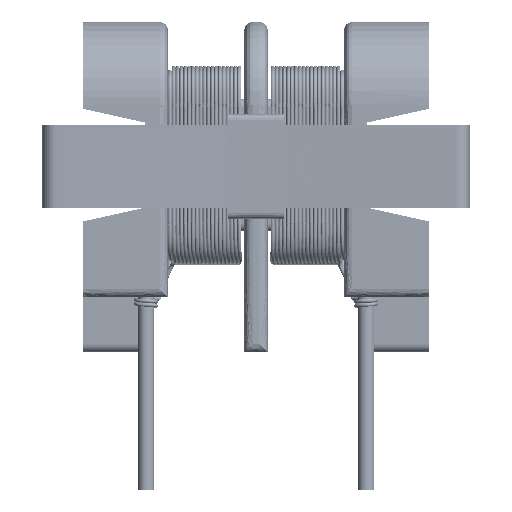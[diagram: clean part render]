
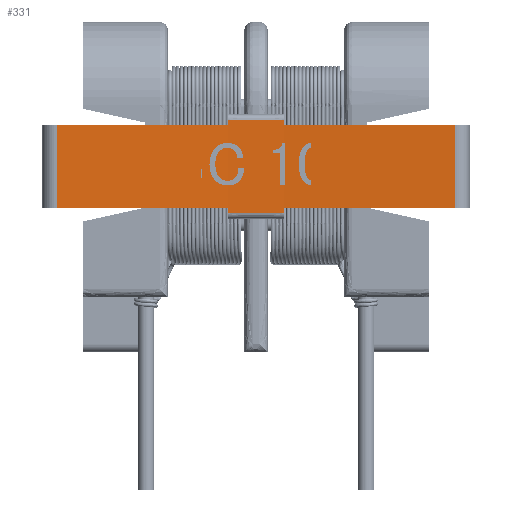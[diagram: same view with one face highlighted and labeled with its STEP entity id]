
A CAD part, front view. The second image highlights one B-rep face of the part: STEP entity #331.
In plain terms, the highlighted free-form (B-spline) face has degree [2, 1] with [3, 2] control points.
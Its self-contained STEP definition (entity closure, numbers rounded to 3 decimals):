
#215=CARTESIAN_POINT('',(7.238,-8.902,-3.75));
#216=VERTEX_POINT('',#215);
#223=CARTESIAN_POINT('',(7.238,-8.902,-6.75));
#224=VERTEX_POINT('',#223);
#225=CARTESIAN_POINT('',(7.238,-8.902,-3.75));
#226=CARTESIAN_POINT('',(7.238,-8.902,-6.75));
#227=B_SPLINE_CURVE_WITH_KNOTS('',1,(#225,#226),.POLYLINE_FORM.,.F.,.U.,(2,2),(0.,1.),.UNSPECIFIED.);
#228=EDGE_CURVE('',#216,#224,#227,.T.);
#240=CARTESIAN_POINT('',(-7.238,-8.902,-3.35));
#241=CARTESIAN_POINT('',(-7.238,-8.902,-7.15));
#242=CARTESIAN_POINT('',(0.,-8.498,-3.35));
#243=CARTESIAN_POINT('',(0.,-8.498,-7.15));
#244=CARTESIAN_POINT('',(7.238,-8.902,-3.35));
#245=CARTESIAN_POINT('',(7.238,-8.902,-7.15));
#246=(BOUNDED_SURFACE()B_SPLINE_SURFACE(2,1,((#240,#241),(#242,#243),(#244,#245)),.CYLINDRICAL_SURF.,.F.,.F.,.U.)B_SPLINE_SURFACE_WITH_KNOTS((3,3),(2,2),(0.,0.019),(0.,1.),.UNSPECIFIED.)GEOMETRIC_REPRESENTATION_ITEM()RATIONAL_B_SPLINE_SURFACE(((1.,1.),(0.977,0.977),(0.958,0.958)))REPRESENTATION_ITEM('')SURFACE());
#247=CARTESIAN_POINT('',(-1.,-8.704,-3.55));
#248=VERTEX_POINT('',#247);
#249=CARTESIAN_POINT('',(1.,-8.704,-3.55));
#250=VERTEX_POINT('',#249);
#251=CARTESIAN_POINT('',(-1.,-8.704,-3.55));
#252=CARTESIAN_POINT('',(0.,-8.696,-3.55));
#253=CARTESIAN_POINT('',(1.,-8.704,-3.55));
#254=(BOUNDED_CURVE()B_SPLINE_CURVE(2,(#251,#252,#253),.CIRCULAR_ARC.,.F.,.U.)B_SPLINE_CURVE_WITH_KNOTS((3,3),(0.431,0.569),.UNSPECIFIED.)CURVE()GEOMETRIC_REPRESENTATION_ITEM()RATIONAL_B_SPLINE_CURVE((0.999,0.999,0.999))REPRESENTATION_ITEM(''));
#255=EDGE_CURVE('',#248,#250,#254,.T.);
#256=ORIENTED_EDGE('',*,*,#255,.T.);
#257=CARTESIAN_POINT('',(1.,-8.704,-3.75));
#258=VERTEX_POINT('',#257);
#259=CARTESIAN_POINT('',(1.,-8.704,-3.75));
#260=CARTESIAN_POINT('',(1.,-8.704,-3.55));
#261=B_SPLINE_CURVE_WITH_KNOTS('',1,(#259,#260),.POLYLINE_FORM.,.F.,.U.,(2,2),(0.,0.5),.UNSPECIFIED.);
#262=EDGE_CURVE('',#258,#250,#261,.T.);
#263=ORIENTED_EDGE('',*,*,#262,.F.);
#264=CARTESIAN_POINT('',(7.238,-8.902,-3.75));
#265=CARTESIAN_POINT('',(4.121,-8.728,-3.75));
#266=CARTESIAN_POINT('',(1.,-8.704,-3.75));
#267=(BOUNDED_CURVE()B_SPLINE_CURVE(2,(#264,#265,#266),.CIRCULAR_ARC.,.F.,.U.)B_SPLINE_CURVE_WITH_KNOTS((3,3),(0.,0.431),.UNSPECIFIED.)CURVE()GEOMETRIC_REPRESENTATION_ITEM()RATIONAL_B_SPLINE_CURVE((1.,0.999,0.999))REPRESENTATION_ITEM(''));
#268=EDGE_CURVE('',#216,#258,#267,.T.);
#269=ORIENTED_EDGE('',*,*,#268,.F.);
#270=ORIENTED_EDGE('',*,*,#228,.T.);
#271=CARTESIAN_POINT('',(1.,-8.704,-6.75));
#272=VERTEX_POINT('',#271);
#273=CARTESIAN_POINT('',(7.238,-8.902,-6.75));
#274=CARTESIAN_POINT('',(4.121,-8.728,-6.75));
#275=CARTESIAN_POINT('',(1.,-8.704,-6.75));
#276=(BOUNDED_CURVE()B_SPLINE_CURVE(2,(#273,#274,#275),.CIRCULAR_ARC.,.F.,.U.)B_SPLINE_CURVE_WITH_KNOTS((3,3),(0.,0.431),.UNSPECIFIED.)CURVE()GEOMETRIC_REPRESENTATION_ITEM()RATIONAL_B_SPLINE_CURVE((1.,0.999,0.999))REPRESENTATION_ITEM(''));
#277=EDGE_CURVE('',#224,#272,#276,.T.);
#278=ORIENTED_EDGE('',*,*,#277,.T.);
#279=CARTESIAN_POINT('',(1.,-8.704,-6.95));
#280=VERTEX_POINT('',#279);
#281=CARTESIAN_POINT('',(1.,-8.704,-6.75));
#282=CARTESIAN_POINT('',(1.,-8.704,-6.95));
#283=B_SPLINE_CURVE_WITH_KNOTS('',1,(#281,#282),.POLYLINE_FORM.,.F.,.U.,(2,2),(0.,0.5),.UNSPECIFIED.);
#284=EDGE_CURVE('',#272,#280,#283,.T.);
#285=ORIENTED_EDGE('',*,*,#284,.T.);
#286=CARTESIAN_POINT('',(-1.,-8.704,-6.95));
#287=VERTEX_POINT('',#286);
#288=CARTESIAN_POINT('',(1.,-8.704,-6.95));
#289=CARTESIAN_POINT('',(0.,-8.696,-6.95));
#290=CARTESIAN_POINT('',(-1.,-8.704,-6.95));
#291=(BOUNDED_CURVE()B_SPLINE_CURVE(2,(#288,#289,#290),.CIRCULAR_ARC.,.F.,.U.)B_SPLINE_CURVE_WITH_KNOTS((3,3),(0.431,0.569),.UNSPECIFIED.)CURVE()GEOMETRIC_REPRESENTATION_ITEM()RATIONAL_B_SPLINE_CURVE((0.999,0.999,0.999))REPRESENTATION_ITEM(''));
#292=EDGE_CURVE('',#280,#287,#291,.T.);
#293=ORIENTED_EDGE('',*,*,#292,.T.);
#294=CARTESIAN_POINT('',(-1.,-8.704,-6.75));
#295=VERTEX_POINT('',#294);
#296=CARTESIAN_POINT('',(-1.,-8.704,-6.75));
#297=CARTESIAN_POINT('',(-1.,-8.704,-6.95));
#298=B_SPLINE_CURVE_WITH_KNOTS('',1,(#296,#297),.POLYLINE_FORM.,.F.,.U.,(2,2),(0.,0.5),.UNSPECIFIED.);
#299=EDGE_CURVE('',#295,#287,#298,.T.);
#300=ORIENTED_EDGE('',*,*,#299,.F.);
#301=CARTESIAN_POINT('',(-7.238,-8.902,-6.75));
#302=VERTEX_POINT('',#301);
#303=CARTESIAN_POINT('',(-1.,-8.704,-6.75));
#304=CARTESIAN_POINT('',(-4.121,-8.728,-6.75));
#305=CARTESIAN_POINT('',(-7.238,-8.902,-6.75));
#306=(BOUNDED_CURVE()B_SPLINE_CURVE(2,(#303,#304,#305),.CIRCULAR_ARC.,.F.,.U.)B_SPLINE_CURVE_WITH_KNOTS((3,3),(0.569,1.),.UNSPECIFIED.)CURVE()GEOMETRIC_REPRESENTATION_ITEM()RATIONAL_B_SPLINE_CURVE((0.999,0.999,1.))REPRESENTATION_ITEM(''));
#307=EDGE_CURVE('',#295,#302,#306,.T.);
#308=ORIENTED_EDGE('',*,*,#307,.T.);
#309=CARTESIAN_POINT('',(-7.238,-8.902,-3.75));
#310=VERTEX_POINT('',#309);
#311=CARTESIAN_POINT('',(-7.238,-8.902,-3.75));
#312=CARTESIAN_POINT('',(-7.238,-8.902,-6.75));
#313=B_SPLINE_CURVE_WITH_KNOTS('',1,(#311,#312),.POLYLINE_FORM.,.F.,.U.,(2,2),(0.,1.),.UNSPECIFIED.);
#314=EDGE_CURVE('',#310,#302,#313,.T.);
#315=ORIENTED_EDGE('',*,*,#314,.F.);
#316=CARTESIAN_POINT('',(-1.,-8.704,-3.75));
#317=VERTEX_POINT('',#316);
#318=CARTESIAN_POINT('',(-1.,-8.704,-3.75));
#319=CARTESIAN_POINT('',(-4.121,-8.728,-3.75));
#320=CARTESIAN_POINT('',(-7.238,-8.902,-3.75));
#321=(BOUNDED_CURVE()B_SPLINE_CURVE(2,(#318,#319,#320),.CIRCULAR_ARC.,.F.,.U.)B_SPLINE_CURVE_WITH_KNOTS((3,3),(0.569,1.),.UNSPECIFIED.)CURVE()GEOMETRIC_REPRESENTATION_ITEM()RATIONAL_B_SPLINE_CURVE((0.999,0.999,1.))REPRESENTATION_ITEM(''));
#322=EDGE_CURVE('',#317,#310,#321,.T.);
#323=ORIENTED_EDGE('',*,*,#322,.F.);
#324=CARTESIAN_POINT('',(-1.,-8.704,-3.75));
#325=CARTESIAN_POINT('',(-1.,-8.704,-3.55));
#326=B_SPLINE_CURVE_WITH_KNOTS('',1,(#324,#325),.POLYLINE_FORM.,.F.,.U.,(2,2),(0.,0.5),.UNSPECIFIED.);
#327=EDGE_CURVE('',#317,#248,#326,.T.);
#328=ORIENTED_EDGE('',*,*,#327,.T.);
#329=EDGE_LOOP('',(#256,#263,#269,#270,#278,#285,#293,#300,#308,#315,#323,#328));
#330=FACE_OUTER_BOUND('',#329,.F.);
#331=ADVANCED_FACE('',(#330),#246,.F.);
